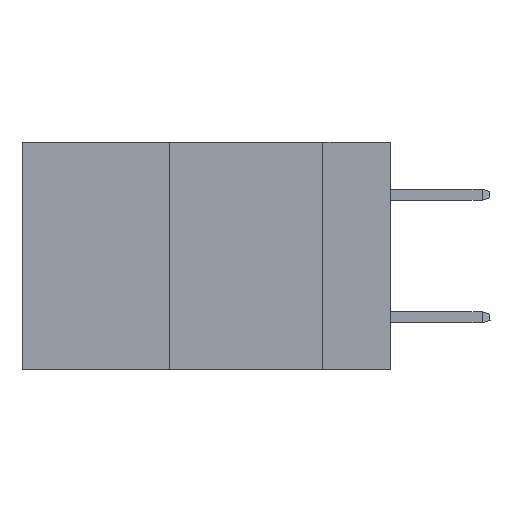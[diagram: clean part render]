
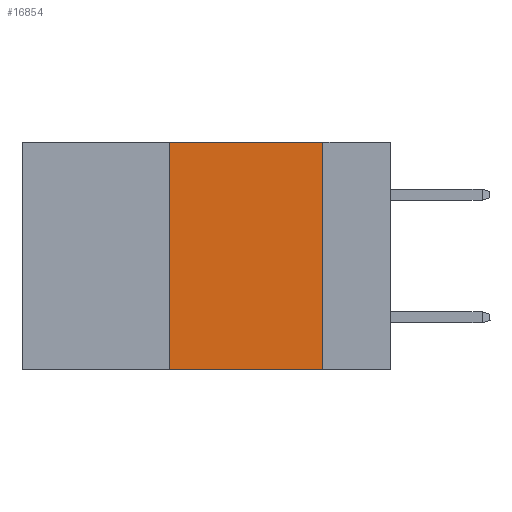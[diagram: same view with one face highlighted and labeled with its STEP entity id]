
A CAD part, left-side view. The second image highlights one B-rep face of the part: STEP entity #16854.
In plain terms, the highlighted planar face has unit normal (-1, 0, 0).
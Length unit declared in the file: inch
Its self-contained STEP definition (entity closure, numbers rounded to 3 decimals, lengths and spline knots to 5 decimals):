
#2232 = ORIENTED_EDGE ( 'NONE', *, *, #41932, .F. ) ;
#2590 = AXIS2_PLACEMENT_3D ( 'NONE', #17241, #9105, #13599 ) ;
#5549 = DIRECTION ( 'NONE',  ( 0., -1., 0. ) ) ;
#9105 = DIRECTION ( 'NONE',  ( 1., 0., 0. ) ) ;
#9131 = LINE ( 'NONE', #18068, #44054 ) ;
#9212 = FACE_OUTER_BOUND ( 'NONE', #16965, .T. ) ;
#10152 = EDGE_CURVE ( 'NONE', #28231, #15866, #9131, .T. ) ;
#10380 = PLANE ( 'NONE',  #2590 ) ;
#10695 = CARTESIAN_POINT ( 'NONE',  ( 0., 0.11, 0. ) ) ;
#13179 = CARTESIAN_POINT ( 'NONE',  ( 0., 0.36, -0.37 ) ) ;
#13599 = DIRECTION ( 'NONE',  ( 0., 0., -1. ) ) ;
#13923 = DIRECTION ( 'NONE',  ( 0., -1., 0. ) ) ;
#14661 = CARTESIAN_POINT ( 'NONE',  ( 0., 0.11, 0. ) ) ;
#15866 = VERTEX_POINT ( 'NONE', #10695 ) ;
#16854 = ADVANCED_FACE ( 'NONE', ( #9212 ), #10380, .F. ) ;
#16965 = EDGE_LOOP ( 'NONE', ( #37532, #17803, #2232, #26044 ) ) ;
#17241 = CARTESIAN_POINT ( 'NONE',  ( 0., 0.6, 0. ) ) ;
#17803 = ORIENTED_EDGE ( 'NONE', *, *, #10152, .F. ) ;
#18068 = CARTESIAN_POINT ( 'NONE',  ( 0., 0.6, 0. ) ) ;
#18131 = LINE ( 'NONE', #14661, #42733 ) ;
#18962 = VERTEX_POINT ( 'NONE', #21467 ) ;
#21467 = CARTESIAN_POINT ( 'NONE',  ( 0., 0.11, -0.37 ) ) ;
#25367 = DIRECTION ( 'NONE',  ( 0., 0., -1. ) ) ;
#25516 = VECTOR ( 'NONE', #5549, 39.37008 ) ;
#26044 = ORIENTED_EDGE ( 'NONE', *, *, #40784, .T. ) ;
#28231 = VERTEX_POINT ( 'NONE', #32564 ) ;
#30695 = CARTESIAN_POINT ( 'NONE',  ( 0., 0.6, -0.37 ) ) ;
#30713 = LINE ( 'NONE', #30695, #25516 ) ;
#32564 = CARTESIAN_POINT ( 'NONE',  ( 0., 0.36, 0. ) ) ;
#34554 = LINE ( 'NONE', #37252, #41414 ) ;
#37252 = CARTESIAN_POINT ( 'NONE',  ( 0., 0.36, 0. ) ) ;
#37412 = DIRECTION ( 'NONE',  ( 0., 0., 1. ) ) ;
#37532 = ORIENTED_EDGE ( 'NONE', *, *, #39298, .F. ) ;
#37541 = VERTEX_POINT ( 'NONE', #13179 ) ;
#39298 = EDGE_CURVE ( 'NONE', #15866, #18962, #18131, .T. ) ;
#40784 = EDGE_CURVE ( 'NONE', #37541, #18962, #30713, .T. ) ;
#41414 = VECTOR ( 'NONE', #37412, 39.37008 ) ;
#41932 = EDGE_CURVE ( 'NONE', #37541, #28231, #34554, .T. ) ;
#42733 = VECTOR ( 'NONE', #25367, 39.37008 ) ;
#44054 = VECTOR ( 'NONE', #13923, 39.37008 ) ;
